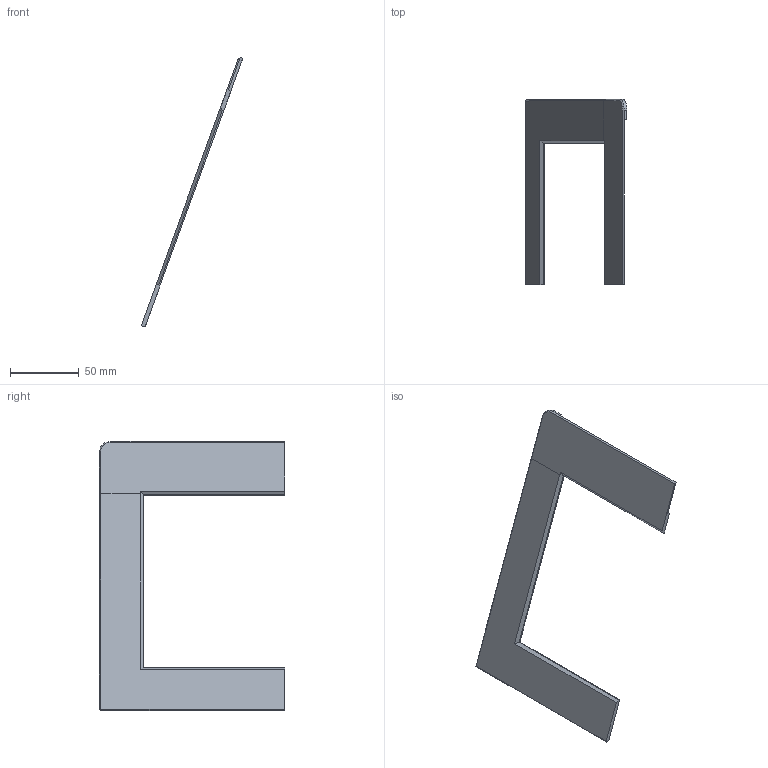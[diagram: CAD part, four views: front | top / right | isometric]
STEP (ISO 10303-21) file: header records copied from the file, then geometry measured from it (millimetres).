
FILE_DESCRIPTION(/* description */ (''),/* implementation_level */ '2;1');
FILE_NAME(/* name */ 'front12.step',/* time_stamp */ '2020-12-18T16:22:37+06:00',/* author */ (''),/* organization */ (''),/* preprocessor_version */ 'ST-DEVELOPER v18.1',/* originating_system */ 'Autodesk Translation Framework v9.7.1.1290',/* authorisation */ '');
FILE_SCHEMA (('AUTOMOTIVE_DESIGN { 1 0 10303 214 3 1 1 }'));
Length unit declared in the file: millimetre
Products named in the file (3): front12; front12a; front12b
Assembly tree (2 placements, depth 2):
  front12
    front12a
    front12b
Bounding box: 73.97 x 135 x 196.13 mm (x, y, z)
Volume: 36089 mm3; surface area: 30838 mm2
Topology: 2 solids, 2 shells, 30 faces, 74 edges, 48 vertices
Faces by surface type: plane 28, cone 1, cylinder 1
Entity records: 962 total; most frequent: CARTESIAN_POINT 157, ORIENTED_EDGE 148, DIRECTION 148, EDGE_CURVE 74, LINE 70, VECTOR 70, VERTEX_POINT 48, AXIS2_PLACEMENT_3D 39
